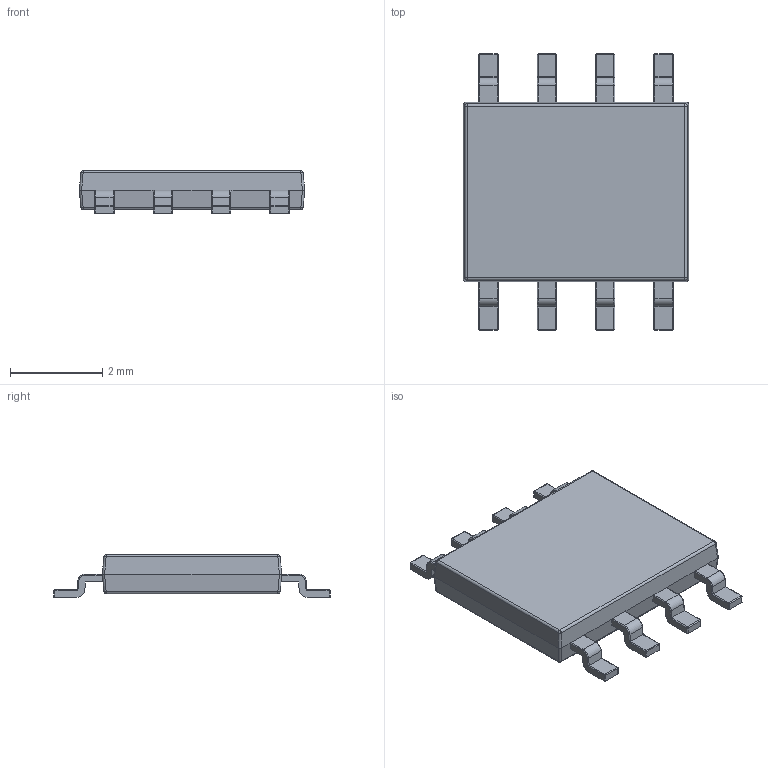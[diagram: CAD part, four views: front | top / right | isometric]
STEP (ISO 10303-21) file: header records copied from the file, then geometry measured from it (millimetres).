
FILE_DESCRIPTION(('FreeCAD Model'),'2;1');
FILE_NAME('SOP127P490X390X100-8.step','2016-09-30T15:39:24',('Author'),(''), 'Open CASCADE STEP processor 6.8','FreeCAD','Unknown');
FILE_SCHEMA(('AUTOMOTIVE_DESIGN_CC2 { 1 2 10303 214 -1 1 5 4 }'));
Length unit declared in the file: millimetre
Products named in the file (2): ASSEMBLY; SOP127P490X390X100-8
Assembly tree (1 placements, depth 2):
  ASSEMBLY
    SOP127P490X390X100-8
Bounding box: 4.9 x 6 x 0.93 mm (x, y, z)
Volume: 16.7 mm3; surface area: 63.2 mm2
Topology: 1 solids, 1 shells, 227 faces, 548 edges, 308 vertices
Faces by surface type: cylinder 104, plane 83, bspline 40
Entity records: 26975 total; most frequent: CARTESIAN_POINT 15733, DIRECTION 1494, ORIENTED_EDGE 1064, PCURVE 1064, DEFINITIONAL_REPRESENTATION 1064, LINE 736, VECTOR 736, B_SPLINE_CURVE_WITH_KNOTS 608
